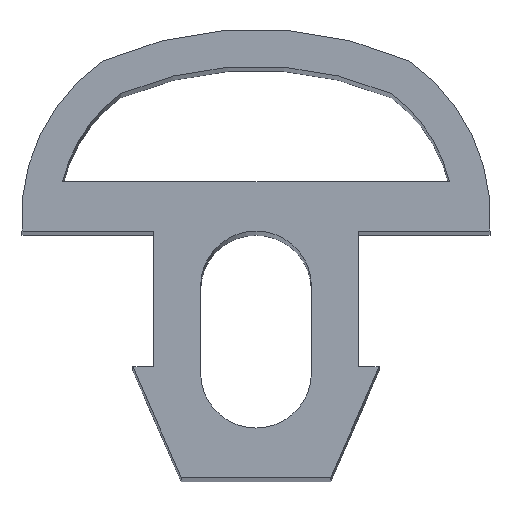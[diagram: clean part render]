
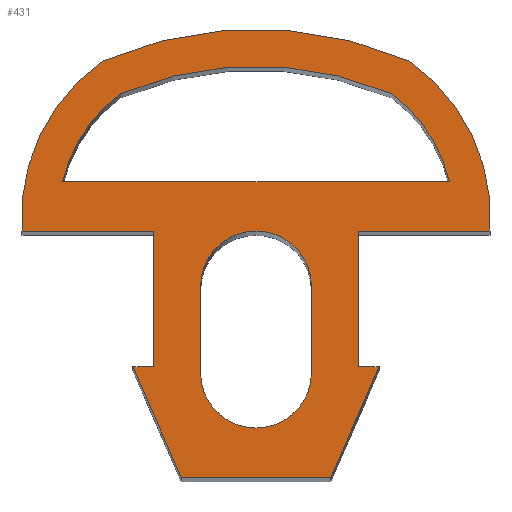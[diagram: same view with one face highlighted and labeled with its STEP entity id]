
A CAD part, top view. The second image highlights one B-rep face of the part: STEP entity #431.
In plain terms, the highlighted planar face has unit normal (0, 0, 1).
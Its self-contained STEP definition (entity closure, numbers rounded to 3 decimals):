
#13=FACE_BOUND($,#74,.T.);
#14=FACE_BOUND($,#75,.T.);
#29=PLANE($,#472);
#51=FACE_OUTER_BOUND($,#73,.T.);
#73=EDGE_LOOP($,(#363,#364,#365,#366,#367,#368,#369,#370,#371,#372,#373,
#374));
#74=EDGE_LOOP($,(#375,#376,#377,#378));
#75=EDGE_LOOP($,(#379,#380,#381,#382));
#84=LINE($,#623,#128);
#87=LINE($,#630,#131);
#91=LINE($,#638,#135);
#97=LINE($,#662,#141);
#101=LINE($,#673,#145);
#104=LINE($,#682,#148);
#106=LINE($,#686,#150);
#109=LINE($,#692,#153);
#112=LINE($,#698,#156);
#115=LINE($,#704,#159);
#118=LINE($,#710,#162);
#121=LINE($,#715,#165);
#128=VECTOR($,#501,3.5);
#131=VECTOR($,#506,5.5);
#135=VECTOR($,#512,5.35);
#141=VECTOR($,#538,5.35);
#145=VECTOR($,#550,15.709);
#148=VECTOR($,#561,3.5);
#150=VECTOR($,#565,5.5);
#153=VECTOR($,#570,0.85);
#156=VECTOR($,#575,4.91);
#159=VECTOR($,#580,6.071);
#162=VECTOR($,#585,4.91);
#165=VECTOR($,#590,0.85);
#167=CIRCLE($,#437,6.234);
#169=CIRCLE($,#440,14.048);
#171=CIRCLE($,#443,2.25);
#173=CIRCLE($,#449,7.734);
#175=CIRCLE($,#452,15.548);
#177=CIRCLE($,#455,7.734);
#179=CIRCLE($,#459,6.234);
#181=CIRCLE($,#463,2.25);
#183=VERTEX_POINT($,#598);
#184=VERTEX_POINT($,#599);
#187=VERTEX_POINT($,#607);
#189=VERTEX_POINT($,#613);
#190=VERTEX_POINT($,#614);
#193=VERTEX_POINT($,#622);
#195=VERTEX_POINT($,#628);
#196=VERTEX_POINT($,#629);
#199=VERTEX_POINT($,#637);
#201=VERTEX_POINT($,#643);
#203=VERTEX_POINT($,#649);
#205=VERTEX_POINT($,#655);
#207=VERTEX_POINT($,#661);
#209=VERTEX_POINT($,#667);
#211=VERTEX_POINT($,#676);
#213=VERTEX_POINT($,#685);
#215=VERTEX_POINT($,#691);
#217=VERTEX_POINT($,#697);
#219=VERTEX_POINT($,#703);
#221=VERTEX_POINT($,#709);
#223=EDGE_CURVE($,#183,#184,#167,.T.);
#227=EDGE_CURVE($,#184,#187,#169,.T.);
#230=EDGE_CURVE($,#189,#190,#171,.T.);
#234=EDGE_CURVE($,#190,#193,#84,.T.);
#237=EDGE_CURVE($,#195,#196,#87,.T.);
#241=EDGE_CURVE($,#196,#199,#91,.T.);
#244=EDGE_CURVE($,#199,#201,#173,.T.);
#247=EDGE_CURVE($,#201,#203,#175,.T.);
#250=EDGE_CURVE($,#203,#205,#177,.T.);
#253=EDGE_CURVE($,#205,#207,#97,.T.);
#256=EDGE_CURVE($,#187,#209,#179,.T.);
#259=EDGE_CURVE($,#209,#183,#101,.T.);
#261=EDGE_CURVE($,#193,#211,#181,.T.);
#264=EDGE_CURVE($,#211,#189,#104,.T.);
#266=EDGE_CURVE($,#207,#213,#106,.T.);
#269=EDGE_CURVE($,#213,#215,#109,.T.);
#272=EDGE_CURVE($,#215,#217,#112,.T.);
#275=EDGE_CURVE($,#217,#219,#115,.T.);
#278=EDGE_CURVE($,#219,#221,#118,.T.);
#281=EDGE_CURVE($,#221,#195,#121,.T.);
#363=ORIENTED_EDGE($,*,*,#266,.F.);
#364=ORIENTED_EDGE($,*,*,#253,.F.);
#365=ORIENTED_EDGE($,*,*,#250,.F.);
#366=ORIENTED_EDGE($,*,*,#247,.F.);
#367=ORIENTED_EDGE($,*,*,#244,.F.);
#368=ORIENTED_EDGE($,*,*,#241,.F.);
#369=ORIENTED_EDGE($,*,*,#237,.F.);
#370=ORIENTED_EDGE($,*,*,#281,.F.);
#371=ORIENTED_EDGE($,*,*,#278,.F.);
#372=ORIENTED_EDGE($,*,*,#275,.F.);
#373=ORIENTED_EDGE($,*,*,#272,.F.);
#374=ORIENTED_EDGE($,*,*,#269,.F.);
#375=ORIENTED_EDGE($,*,*,#261,.F.);
#376=ORIENTED_EDGE($,*,*,#234,.F.);
#377=ORIENTED_EDGE($,*,*,#230,.F.);
#378=ORIENTED_EDGE($,*,*,#264,.F.);
#379=ORIENTED_EDGE($,*,*,#256,.F.);
#380=ORIENTED_EDGE($,*,*,#227,.F.);
#381=ORIENTED_EDGE($,*,*,#223,.F.);
#382=ORIENTED_EDGE($,*,*,#259,.F.);
#431=ADVANCED_FACE($,(#51,#13,#14),#29,.T.);
#437=AXIS2_PLACEMENT_3D($,#600,#478,#479);
#440=AXIS2_PLACEMENT_3D($,#608,#486,#487);
#443=AXIS2_PLACEMENT_3D($,#615,#493,#494);
#449=AXIS2_PLACEMENT_3D($,#644,#517,#518);
#452=AXIS2_PLACEMENT_3D($,#650,#524,#525);
#455=AXIS2_PLACEMENT_3D($,#656,#531,#532);
#459=AXIS2_PLACEMENT_3D($,#668,#543,#544);
#463=AXIS2_PLACEMENT_3D($,#677,#554,#555);
#472=AXIS2_PLACEMENT_3D($,#717,#592,#593);
#478=DIRECTION('center_axis',(0.,0.,1.));
#479=DIRECTION('ref_axis',(0.973,0.23,0.));
#486=DIRECTION('center_axis',(0.,0.,1.));
#487=DIRECTION('ref_axis',(0.391,0.92,0.));
#493=DIRECTION('center_axis',(0.,0.,1.));
#494=DIRECTION('ref_axis',(-1.,0.,0.));
#501=DIRECTION($,(0.,-1.,0.));
#506=DIRECTION($,(0.,1.,0.));
#512=DIRECTION($,(-1.,0.,0.));
#517=DIRECTION('center_axis',(0.,0.,-1.));
#518=DIRECTION('ref_axis',(-0.575,0.818,0.));
#524=DIRECTION('center_axis',(0.,0.,-1.));
#525=DIRECTION('ref_axis',(0.401,0.916,0.));
#531=DIRECTION('center_axis',(0.,0.,-1.));
#532=DIRECTION('ref_axis',(0.997,-0.073,0.));
#538=DIRECTION($,(-1.,0.,0.));
#543=DIRECTION('center_axis',(0.,0.,1.));
#544=DIRECTION('ref_axis',(-0.594,0.804,0.));
#550=DIRECTION($,(1.,0.,0.));
#554=DIRECTION('center_axis',(0.,0.,1.));
#555=DIRECTION('ref_axis',(1.,0.,0.));
#561=DIRECTION($,(0.,1.,0.));
#565=DIRECTION($,(0.,-1.,0.));
#570=DIRECTION($,(1.,0.,0.));
#575=DIRECTION($,(-0.4,-0.916,0.));
#580=DIRECTION($,(-1.,0.,0.));
#585=DIRECTION($,(-0.4,0.916,0.));
#590=DIRECTION($,(1.,0.,0.));
#592=DIRECTION('center_axis',(0.,0.,1.));
#593=DIRECTION('ref_axis',(1.,0.,0.));
#598=CARTESIAN_POINT('',(7.854,2.,100.));
#599=CARTESIAN_POINT('',(5.492,5.582,100.));
#600=CARTESIAN_POINT('Origin',(1.786,0.568,100.));
#607=CARTESIAN_POINT('',(-5.492,5.582,100.));
#608=CARTESIAN_POINT('Origin',(0.,-7.348,
100.));
#613=CARTESIAN_POINT('',(2.25,-2.25,100.));
#614=CARTESIAN_POINT('',(-2.25,-2.25,100.));
#615=CARTESIAN_POINT('Origin',(0.,-2.25,100.));
#622=CARTESIAN_POINT('',(-2.25,-5.75,100.));
#623=CARTESIAN_POINT($,(-2.25,-3.325,100.));
#628=CARTESIAN_POINT('',(-4.15,-5.5,100.));
#629=CARTESIAN_POINT('',(-4.15,0.,100.));
#630=CARTESIAN_POINT($,(-4.15,-3.2,100.));
#637=CARTESIAN_POINT('',(-9.5,0.,100.));
#638=CARTESIAN_POINT($,(-2.075,0.,100.));
#643=CARTESIAN_POINT('',(-6.236,6.895,100.));
#644=CARTESIAN_POINT('Origin',(-1.786,0.568,100.));
#649=CARTESIAN_POINT('',(6.236,6.895,100.));
#650=CARTESIAN_POINT('Origin',(0.,-7.348,
100.));
#655=CARTESIAN_POINT('',(9.5,0.,100.));
#656=CARTESIAN_POINT('Origin',(1.786,0.568,100.));
#661=CARTESIAN_POINT('',(4.15,0.,100.));
#662=CARTESIAN_POINT($,(4.75,0.,100.));
#667=CARTESIAN_POINT('',(-7.854,2.,100.));
#668=CARTESIAN_POINT('Origin',(-1.786,0.568,100.));
#673=CARTESIAN_POINT($,(3.927,2.,100.));
#676=CARTESIAN_POINT('',(2.25,-5.75,100.));
#677=CARTESIAN_POINT('Origin',(0.,-5.75,100.));
#682=CARTESIAN_POINT($,(2.25,-1.575,100.));
#685=CARTESIAN_POINT('',(4.15,-5.5,100.));
#686=CARTESIAN_POINT($,(4.15,-0.45,100.));
#691=CARTESIAN_POINT('',(5.,-5.5,100.));
#692=CARTESIAN_POINT($,(2.075,-5.5,100.));
#697=CARTESIAN_POINT('',(3.036,-10.,100.));
#698=CARTESIAN_POINT($,(5.443,-4.485,100.));
#703=CARTESIAN_POINT('',(-3.036,-10.,100.));
#704=CARTESIAN_POINT($,(1.518,-10.,100.));
#709=CARTESIAN_POINT('',(-5.,-5.5,100.));
#710=CARTESIAN_POINT($,(-4.461,-6.735,100.));
#715=CARTESIAN_POINT($,(-2.5,-5.5,100.));
#717=CARTESIAN_POINT('Origin',(0.,-0.9,
100.));
